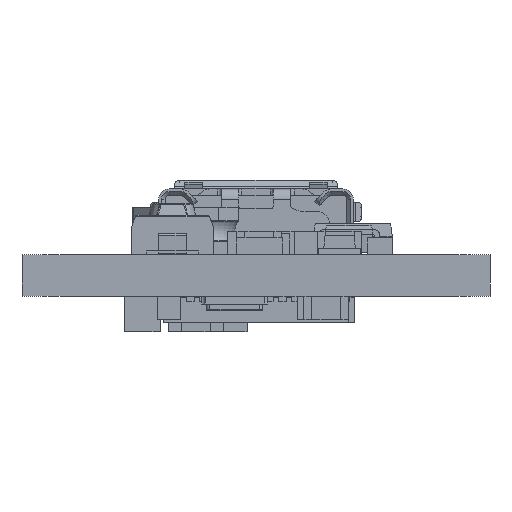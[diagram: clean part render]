
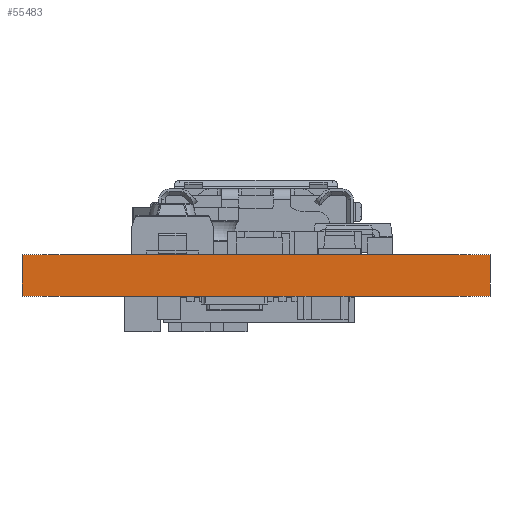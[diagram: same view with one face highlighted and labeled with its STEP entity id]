
A CAD part, front view. The second image highlights one B-rep face of the part: STEP entity #55483.
In plain terms, the highlighted planar face has unit normal (0, -1, 0).
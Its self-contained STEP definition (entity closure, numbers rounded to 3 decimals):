
#2269 = CARTESIAN_POINT ( 'NONE',  ( 0., 0., 1.57 ) ) ;
#3090 = EDGE_CURVE ( 'NONE', #75969, #5267, #90492, .T. ) ;
#4134 = LINE ( 'NONE', #67051, #82519 ) ;
#4714 = DIRECTION ( 'NONE',  ( 1., 0., 0. ) ) ;
#5267 = VERTEX_POINT ( 'NONE', #57905 ) ;
#10377 = ORIENTED_EDGE ( 'NONE', *, *, #93435, .T. ) ;
#11720 = DIRECTION ( 'NONE',  ( 0., 0., -1. ) ) ;
#12767 = CARTESIAN_POINT ( 'NONE',  ( 0., 0., 1.575 ) ) ;
#14796 = DIRECTION ( 'NONE',  ( 0., 1., 0. ) ) ;
#18016 = EDGE_CURVE ( 'NONE', #35678, #75969, #4134, .T. ) ;
#20084 = CARTESIAN_POINT ( 'NONE',  ( 17.78, 0., 1.57 ) ) ;
#34092 = DIRECTION ( 'NONE',  ( 0., 0., -1. ) ) ;
#34878 = CARTESIAN_POINT ( 'NONE',  ( 0., 0., 0. ) ) ;
#34985 = CARTESIAN_POINT ( 'NONE',  ( 17.78, 0., 1.575 ) ) ;
#35678 = VERTEX_POINT ( 'NONE', #12767 ) ;
#36585 = ORIENTED_EDGE ( 'NONE', *, *, #86993, .T. ) ;
#38685 = CARTESIAN_POINT ( 'NONE',  ( 0., 0., 0. ) ) ;
#45610 = PLANE ( 'NONE',  #78415 ) ;
#50417 = LINE ( 'NONE', #2269, #64663 ) ;
#54715 = EDGE_LOOP ( 'NONE', ( #36585, #76144, #72445, #10377 ) ) ;
#55483 = ADVANCED_FACE ( 'NONE', ( #70950 ), #45610, .F. ) ;
#57853 = VECTOR ( 'NONE', #4714, 1000. ) ;
#57905 = CARTESIAN_POINT ( 'NONE',  ( 17.78, 0., 0. ) ) ;
#63094 = VERTEX_POINT ( 'NONE', #38685 ) ;
#64663 = VECTOR ( 'NONE', #34092, 1000. ) ;
#67051 = CARTESIAN_POINT ( 'NONE',  ( 0., 0., 1.575 ) ) ;
#68173 = CARTESIAN_POINT ( 'NONE',  ( 0., 0., 1.57 ) ) ;
#70950 = FACE_OUTER_BOUND ( 'NONE', #54715, .T. ) ;
#72445 = ORIENTED_EDGE ( 'NONE', *, *, #18016, .F. ) ;
#75969 = VERTEX_POINT ( 'NONE', #34985 ) ;
#76144 = ORIENTED_EDGE ( 'NONE', *, *, #3090, .F. ) ;
#78415 = AXIS2_PLACEMENT_3D ( 'NONE', #68173, #14796, #90213 ) ;
#81636 = LINE ( 'NONE', #34878, #57853 ) ;
#82519 = VECTOR ( 'NONE', #97720, 1000. ) ;
#86993 = EDGE_CURVE ( 'NONE', #63094, #5267, #81636, .T. ) ;
#88123 = VECTOR ( 'NONE', #11720, 1000. ) ;
#90213 = DIRECTION ( 'NONE',  ( 0., 0., 1. ) ) ;
#90492 = LINE ( 'NONE', #20084, #88123 ) ;
#93435 = EDGE_CURVE ( 'NONE', #35678, #63094, #50417, .T. ) ;
#97720 = DIRECTION ( 'NONE',  ( 1., 0., 0. ) ) ;
